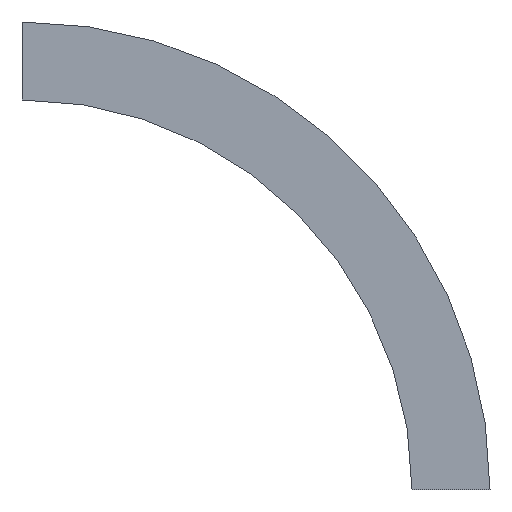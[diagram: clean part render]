
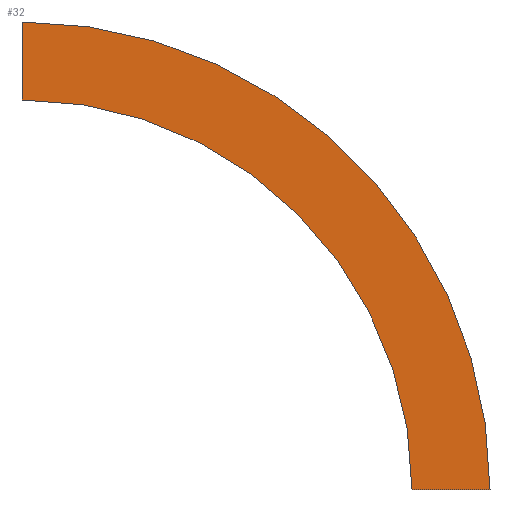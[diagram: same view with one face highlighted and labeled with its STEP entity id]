
A CAD part, top view. The second image highlights one B-rep face of the part: STEP entity #32.
In plain terms, the highlighted planar face has unit normal (0, 0, -1).
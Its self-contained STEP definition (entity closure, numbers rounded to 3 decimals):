
#32 = ADVANCED_FACE('',(#33),#48,.T.);
#33 = FACE_BOUND('',#34,.T.);
#34 = EDGE_LOOP('',(#35,#63,#79,#100));
#35 = ORIENTED_EDGE('',*,*,#36,.T.);
#36 = EDGE_CURVE('',#37,#39,#41,.T.);
#37 = VERTEX_POINT('',#38);
#38 = CARTESIAN_POINT('',(5.,0.,0.));
#39 = VERTEX_POINT('',#40);
#40 = CARTESIAN_POINT('',(0.,5.,0.));
#41 = SURFACE_CURVE('',#42,(#47),.PCURVE_S1.);
#42 = CIRCLE('',#43,5.);
#43 = AXIS2_PLACEMENT_3D('',#44,#45,#46);
#44 = CARTESIAN_POINT('',(0.,0.,0.));
#45 = DIRECTION('',(0.,-0.,1.));
#46 = DIRECTION('',(-1.,0.,0.));
#47 = PCURVE('',#48,#53);
#48 = PLANE('',#49);
#49 = AXIS2_PLACEMENT_3D('',#50,#51,#52);
#50 = CARTESIAN_POINT('',(3.376,3.376,0.));
#51 = DIRECTION('',(-0.,-0.,-1.));
#52 = DIRECTION('',(-1.,0.,0.));
#53 = DEFINITIONAL_REPRESENTATION('',(#54),#62);
#54 = ( BOUNDED_CURVE() B_SPLINE_CURVE(2,(#55,#56,#57,#58,#59,#60,#61),
.UNSPECIFIED.,.T.,.F.) B_SPLINE_CURVE_WITH_KNOTS((1,2,2,2,2,1),(
    -2.094,0.,2.094,4.189,6.283,
8.378),.UNSPECIFIED.) CURVE() GEOMETRIC_REPRESENTATION_ITEM() 
RATIONAL_B_SPLINE_CURVE((1.,0.5,1.,0.5,1.,0.5,1.)) REPRESENTATION_ITEM(
  '') );
#55 = CARTESIAN_POINT('',(8.376,-3.376));
#56 = CARTESIAN_POINT('',(8.376,-12.036));
#57 = CARTESIAN_POINT('',(0.876,-7.706));
#58 = CARTESIAN_POINT('',(-6.624,-3.376));
#59 = CARTESIAN_POINT('',(0.876,0.954));
#60 = CARTESIAN_POINT('',(8.376,5.284));
#61 = CARTESIAN_POINT('',(8.376,-3.376));
#62 = ( GEOMETRIC_REPRESENTATION_CONTEXT(2) 
PARAMETRIC_REPRESENTATION_CONTEXT() REPRESENTATION_CONTEXT('2D SPACE',''
  ) );
#63 = ORIENTED_EDGE('',*,*,#64,.F.);
#64 = EDGE_CURVE('',#65,#39,#67,.T.);
#65 = VERTEX_POINT('',#66);
#66 = CARTESIAN_POINT('',(0.,6.,0.));
#67 = SURFACE_CURVE('',#68,(#72),.PCURVE_S1.);
#68 = LINE('',#69,#70);
#69 = CARTESIAN_POINT('',(0.,6.,0.));
#70 = VECTOR('',#71,1.);
#71 = DIRECTION('',(0.,-1.,0.));
#72 = PCURVE('',#48,#73);
#73 = DEFINITIONAL_REPRESENTATION('',(#74),#78);
#74 = LINE('',#75,#76);
#75 = CARTESIAN_POINT('',(3.376,2.624));
#76 = VECTOR('',#77,1.);
#77 = DIRECTION('',(0.,-1.));
#78 = ( GEOMETRIC_REPRESENTATION_CONTEXT(2) 
PARAMETRIC_REPRESENTATION_CONTEXT() REPRESENTATION_CONTEXT('2D SPACE',''
  ) );
#79 = ORIENTED_EDGE('',*,*,#80,.F.);
#80 = EDGE_CURVE('',#81,#65,#83,.T.);
#81 = VERTEX_POINT('',#82);
#82 = CARTESIAN_POINT('',(6.,0.,0.));
#83 = SURFACE_CURVE('',#84,(#89),.PCURVE_S1.);
#84 = CIRCLE('',#85,6.);
#85 = AXIS2_PLACEMENT_3D('',#86,#87,#88);
#86 = CARTESIAN_POINT('',(0.,0.,0.));
#87 = DIRECTION('',(0.,-0.,1.));
#88 = DIRECTION('',(-1.,0.,0.));
#89 = PCURVE('',#48,#90);
#90 = DEFINITIONAL_REPRESENTATION('',(#91),#99);
#91 = ( BOUNDED_CURVE() B_SPLINE_CURVE(2,(#92,#93,#94,#95,#96,#97,#98),
.UNSPECIFIED.,.T.,.F.) B_SPLINE_CURVE_WITH_KNOTS((1,2,2,2,2,1),(
    -2.094,0.,2.094,4.189,6.283,
8.378),.UNSPECIFIED.) CURVE() GEOMETRIC_REPRESENTATION_ITEM() 
RATIONAL_B_SPLINE_CURVE((1.,0.5,1.,0.5,1.,0.5,1.)) REPRESENTATION_ITEM(
  '') );
#92 = CARTESIAN_POINT('',(9.376,-3.376));
#93 = CARTESIAN_POINT('',(9.376,-13.768));
#94 = CARTESIAN_POINT('',(0.376,-8.572));
#95 = CARTESIAN_POINT('',(-8.624,-3.376));
#96 = CARTESIAN_POINT('',(0.376,1.82));
#97 = CARTESIAN_POINT('',(9.376,7.016));
#98 = CARTESIAN_POINT('',(9.376,-3.376));
#99 = ( GEOMETRIC_REPRESENTATION_CONTEXT(2) 
PARAMETRIC_REPRESENTATION_CONTEXT() REPRESENTATION_CONTEXT('2D SPACE',''
  ) );
#100 = ORIENTED_EDGE('',*,*,#101,.T.);
#101 = EDGE_CURVE('',#81,#37,#102,.T.);
#102 = SURFACE_CURVE('',#103,(#107),.PCURVE_S1.);
#103 = LINE('',#104,#105);
#104 = CARTESIAN_POINT('',(6.,0.,0.));
#105 = VECTOR('',#106,1.);
#106 = DIRECTION('',(-1.,0.,0.));
#107 = PCURVE('',#48,#108);
#108 = DEFINITIONAL_REPRESENTATION('',(#109),#113);
#109 = LINE('',#110,#111);
#110 = CARTESIAN_POINT('',(-2.624,-3.376));
#111 = VECTOR('',#112,1.);
#112 = DIRECTION('',(1.,0.));
#113 = ( GEOMETRIC_REPRESENTATION_CONTEXT(2) 
PARAMETRIC_REPRESENTATION_CONTEXT() REPRESENTATION_CONTEXT('2D SPACE',''
  ) );
